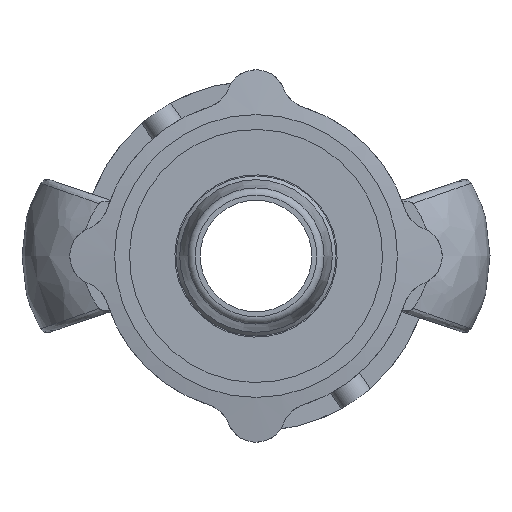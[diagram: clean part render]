
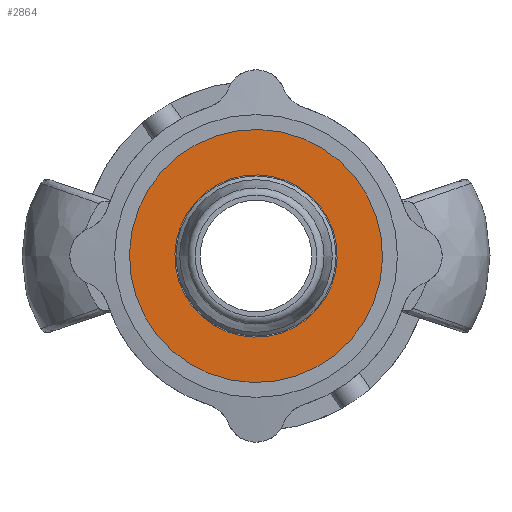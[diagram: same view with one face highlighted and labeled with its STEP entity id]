
A CAD part, left-side view. The second image highlights one B-rep face of the part: STEP entity #2864.
In plain terms, the highlighted planar face has unit normal (-1, 0, 0).
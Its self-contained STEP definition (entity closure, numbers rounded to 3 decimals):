
#469=FACE_BOUND('',#792,.T.);
#617=FACE_OUTER_BOUND('',#791,.T.);
#791=EDGE_LOOP('',(#2519));
#792=EDGE_LOOP('',(#2520));
#998=CIRCLE('',#3230,10.9);
#1001=CIRCLE('',#3234,17.);
#1287=VERTEX_POINT('',#5849);
#1290=VERTEX_POINT('',#5857);
#1695=EDGE_CURVE('',#1287,#1287,#998,.T.);
#1700=EDGE_CURVE('',#1290,#1290,#1001,.T.);
#2519=ORIENTED_EDGE('',*,*,#1700,.T.);
#2520=ORIENTED_EDGE('',*,*,#1695,.T.);
#2566=PLANE('',#3236);
#2864=ADVANCED_FACE('',(#617,#469),#2566,.T.);
#3230=AXIS2_PLACEMENT_3D('',#5850,#4050,#4051);
#3234=AXIS2_PLACEMENT_3D('',#5859,#4060,#4061);
#3236=AXIS2_PLACEMENT_3D('',#5861,#4064,#4065);
#4050=DIRECTION('center_axis',(1.,0.,0.));
#4051=DIRECTION('ref_axis',(0.,0.314,0.949));
#4060=DIRECTION('center_axis',(-1.,0.,0.));
#4061=DIRECTION('ref_axis',(0.,0.314,0.949));
#4064=DIRECTION('center_axis',(-1.,0.,0.));
#4065=DIRECTION('ref_axis',(0.,0.314,0.949));
#5849=CARTESIAN_POINT('',(42.25,-3.42,-10.35));
#5850=CARTESIAN_POINT('Origin',(42.25,0.,0.));
#5857=CARTESIAN_POINT('',(42.25,-5.334,-16.141));
#5859=CARTESIAN_POINT('Origin',(42.25,0.,0.));
#5861=CARTESIAN_POINT('Origin',(42.25,0.,0.));
